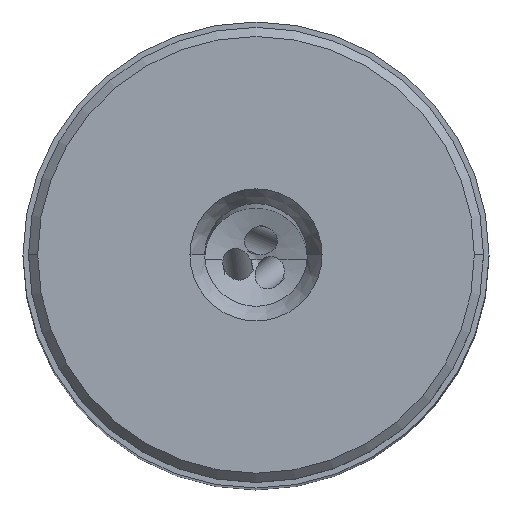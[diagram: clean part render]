
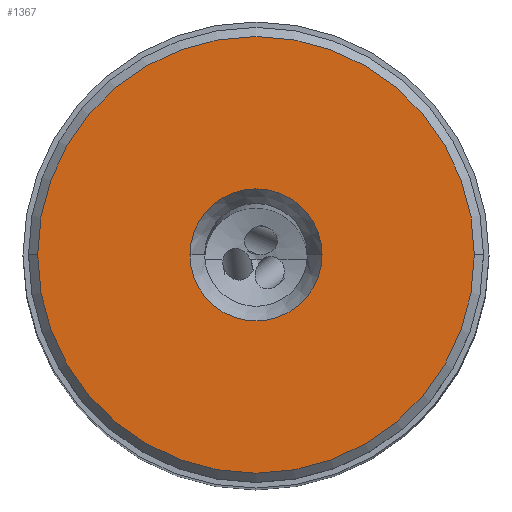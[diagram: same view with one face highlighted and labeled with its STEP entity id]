
A CAD part, top view. The second image highlights one B-rep face of the part: STEP entity #1367.
In plain terms, the highlighted planar face has unit normal (0, 0, 1).
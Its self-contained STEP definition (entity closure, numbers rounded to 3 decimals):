
#1367=ADVANCED_FACE('',(#1697,#1698),#1647,.T.);
#1647=PLANE('',#7857);
#1697=FACE_BOUND('',#1896,.T.);
#1698=FACE_BOUND('',#1897,.T.);
#1896=EDGE_LOOP('',(#3695,#3696,#3697));
#1897=EDGE_LOOP('',(#3698,#3699));
#2264=CIRCLE('',#7848,14.875);
#2265=CIRCLE('',#7849,14.875);
#2266=CIRCLE('',#7851,14.875);
#2268=CIRCLE('',#7855,4.5);
#2269=CIRCLE('',#7856,4.5);
#3695=ORIENTED_EDGE('',*,*,#6257,.F.);
#3696=ORIENTED_EDGE('',*,*,#6255,.F.);
#3697=ORIENTED_EDGE('',*,*,#6254,.F.);
#3698=ORIENTED_EDGE('',*,*,#6259,.F.);
#3699=ORIENTED_EDGE('',*,*,#6260,.F.);
#5299=VERTEX_POINT('',#15777);
#5300=VERTEX_POINT('',#15779);
#5301=VERTEX_POINT('',#15781);
#5302=VERTEX_POINT('',#15789);
#5303=VERTEX_POINT('',#15790);
#6254=EDGE_CURVE('',#5299,#5300,#2264,.T.);
#6255=EDGE_CURVE('',#5300,#5301,#2265,.T.);
#6257=EDGE_CURVE('',#5301,#5299,#2266,.T.);
#6259=EDGE_CURVE('',#5302,#5303,#2268,.T.);
#6260=EDGE_CURVE('',#5303,#5302,#2269,.T.);
#7848=AXIS2_PLACEMENT_3D('',#15778,#9286,#9287);
#7849=AXIS2_PLACEMENT_3D('',#15780,#9288,#9289);
#7851=AXIS2_PLACEMENT_3D('',#15784,#9293,#9294);
#7855=AXIS2_PLACEMENT_3D('',#15788,#9301,#9302);
#7856=AXIS2_PLACEMENT_3D('',#15791,#9303,#9304);
#7857=AXIS2_PLACEMENT_3D('',#15792,#9305,#9306);
#9286=DIRECTION('',(0.,0.,-1.));
#9287=DIRECTION('',(1.,0.,0.));
#9288=DIRECTION('',(0.,0.,-1.));
#9289=DIRECTION('',(0.,-1.,0.));
#9293=DIRECTION('',(0.,0.,-1.));
#9294=DIRECTION('',(-1.,0.,0.));
#9301=DIRECTION('',(0.,0.,1.));
#9302=DIRECTION('',(-1.,0.,0.));
#9303=DIRECTION('',(0.,0.,1.));
#9304=DIRECTION('',(1.,0.,0.));
#9305=DIRECTION('',(0.,0.,1.));
#9306=DIRECTION('',(-1.,0.,0.));
#15777=CARTESIAN_POINT('',(14.875,0.,0.));
#15778=CARTESIAN_POINT('',(0.,0.,0.));
#15779=CARTESIAN_POINT('',(0.,-14.875,0.));
#15780=CARTESIAN_POINT('',(0.,0.,0.));
#15781=CARTESIAN_POINT('',(-14.875,0.,0.));
#15784=CARTESIAN_POINT('',(0.,0.,0.));
#15788=CARTESIAN_POINT('',(0.,0.,0.));
#15789=CARTESIAN_POINT('',(-4.5,0.,0.));
#15790=CARTESIAN_POINT('',(4.5,0.,0.));
#15791=CARTESIAN_POINT('',(0.,0.,0.));
#15792=CARTESIAN_POINT('',(0.,0.,0.));
